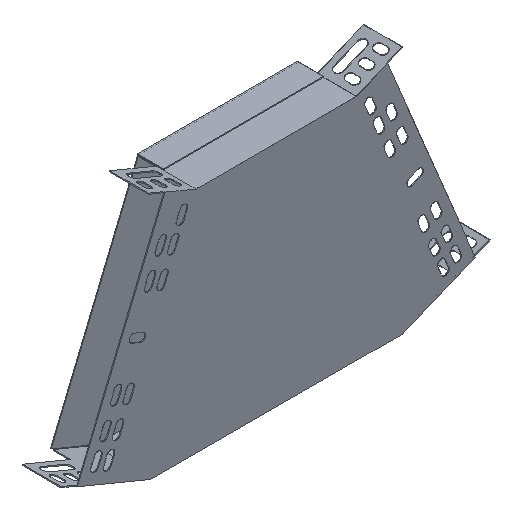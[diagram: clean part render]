
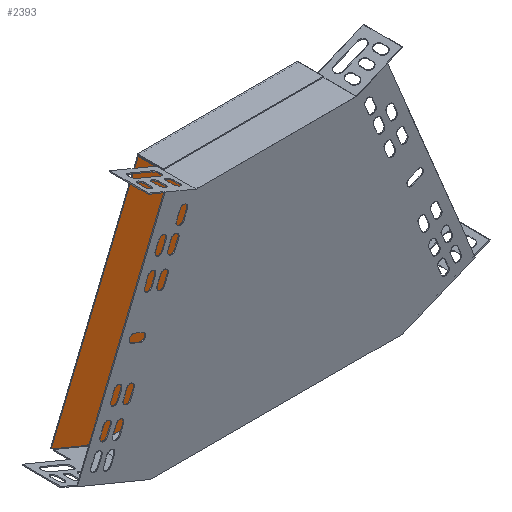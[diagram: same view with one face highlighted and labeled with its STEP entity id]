
A CAD part, isometric view. The second image highlights one B-rep face of the part: STEP entity #2393.
In plain terms, the highlighted planar face has unit normal (0, -1, 0).
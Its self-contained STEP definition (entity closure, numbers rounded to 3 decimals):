
#20 = ORIENTED_EDGE ( 'NONE', *, *, #5017, .T. ) ;
#49 = LINE ( 'NONE', #3145, #4351 ) ;
#143 = LINE ( 'NONE', #4913, #1906 ) ;
#297 = VERTEX_POINT ( 'NONE', #1177 ) ;
#419 = VECTOR ( 'NONE', #2530, 1000. ) ;
#549 = VERTEX_POINT ( 'NONE', #1242 ) ;
#693 = VECTOR ( 'NONE', #6298, 1000. ) ;
#791 = ORIENTED_EDGE ( 'NONE', *, *, #5615, .F. ) ;
#885 = LINE ( 'NONE', #5359, #2580 ) ;
#1158 = ORIENTED_EDGE ( 'NONE', *, *, #5907, .F. ) ;
#1177 = CARTESIAN_POINT ( 'NONE',  ( 97.208, 189.156, -14.659 ) ) ;
#1242 = CARTESIAN_POINT ( 'NONE',  ( 136.99, 189.156, -215.659 ) ) ;
#1342 = CARTESIAN_POINT ( 'NONE',  ( -83.996, 189.156, -214.659 ) ) ;
#1347 = CARTESIAN_POINT ( 'NONE',  ( -44.214, 189.156, -13.659 ) ) ;
#1370 = CARTESIAN_POINT ( 'NONE',  ( -83.996, 189.156, -215.659 ) ) ;
#1426 = ORIENTED_EDGE ( 'NONE', *, *, #5154, .T. ) ;
#1558 = DIRECTION ( 'NONE',  ( 0., 0., 1. ) ) ;
#1880 = EDGE_LOOP ( 'NONE', ( #5341, #791, #6584, #1426, #6114, #3750, #1158, #2623, #20, #2125 ) ) ;
#1906 = VECTOR ( 'NONE', #3851, 1000. ) ;
#2015 = DIRECTION ( 'NONE',  ( 0., -1., 0. ) ) ;
#2073 = CARTESIAN_POINT ( 'NONE',  ( -44.214, 189.156, -14.659 ) ) ;
#2125 = ORIENTED_EDGE ( 'NONE', *, *, #4982, .T. ) ;
#2393 = ADVANCED_FACE ( 'NONE', ( #3121 ), #3071, .T. ) ;
#2517 = CARTESIAN_POINT ( 'NONE',  ( 97.208, 189.156, -13.659 ) ) ;
#2530 = DIRECTION ( 'NONE',  ( -0.924, 0., 0.383 ) ) ;
#2580 = VECTOR ( 'NONE', #1558, 1000. ) ;
#2623 = ORIENTED_EDGE ( 'NONE', *, *, #5075, .F. ) ;
#2721 = CARTESIAN_POINT ( 'NONE',  ( -44.214, 189.156, -13.659 ) ) ;
#2759 = VECTOR ( 'NONE', #3286, 1000. ) ;
#2999 = LINE ( 'NONE', #6400, #3351 ) ;
#3071 = PLANE ( 'NONE',  #5493 ) ;
#3121 = FACE_OUTER_BOUND ( 'NONE', #1880, .T. ) ;
#3145 = CARTESIAN_POINT ( 'NONE',  ( 173.744, 189.156, -199.434 ) ) ;
#3170 = VECTOR ( 'NONE', #7075, 1000. ) ;
#3209 = CARTESIAN_POINT ( 'NONE',  ( -120.75, 189.156, -199.434 ) ) ;
#3286 = DIRECTION ( 'NONE',  ( 0., 0., 1. ) ) ;
#3311 = DIRECTION ( 'NONE',  ( 1., 0., 0. ) ) ;
#3351 = VECTOR ( 'NONE', #3706, 1000. ) ;
#3356 = LINE ( 'NONE', #2721, #4751 ) ;
#3426 = LINE ( 'NONE', #4659, #419 ) ;
#3458 = VERTEX_POINT ( 'NONE', #3850 ) ;
#3706 = DIRECTION ( 'NONE',  ( 0.383, 0., 0.924 ) ) ;
#3750 = ORIENTED_EDGE ( 'NONE', *, *, #5727, .F. ) ;
#3784 = VERTEX_POINT ( 'NONE', #1370 ) ;
#3806 = VERTEX_POINT ( 'NONE', #2517 ) ;
#3850 = CARTESIAN_POINT ( 'NONE',  ( 173.744, 189.156, -199.434 ) ) ;
#3851 = DIRECTION ( 'NONE',  ( 0., 0., -1. ) ) ;
#3924 = VERTEX_POINT ( 'NONE', #2073 ) ;
#4262 = VERTEX_POINT ( 'NONE', #3209 ) ;
#4351 = VECTOR ( 'NONE', #6934, 1000. ) ;
#4352 = CARTESIAN_POINT ( 'NONE',  ( -44.214, 189.156, -13.659 ) ) ;
#4361 = LINE ( 'NONE', #6003, #6902 ) ;
#4591 = VERTEX_POINT ( 'NONE', #1342 ) ;
#4648 = CARTESIAN_POINT ( 'NONE',  ( 97.208, 189.156, -14.659 ) ) ;
#4659 = CARTESIAN_POINT ( 'NONE',  ( -120.75, 189.156, -199.434 ) ) ;
#4677 = CARTESIAN_POINT ( 'NONE',  ( 173.744, 189.156, -199.434 ) ) ;
#4751 = VECTOR ( 'NONE', #6516, 1000. ) ;
#4913 = CARTESIAN_POINT ( 'NONE',  ( 97.208, 189.156, -13.659 ) ) ;
#4982 = EDGE_CURVE ( 'NONE', #549, #5151, #5629, .T. ) ;
#5017 = EDGE_CURVE ( 'NONE', #3784, #549, #4361, .T. ) ;
#5075 = EDGE_CURVE ( 'NONE', #3784, #4591, #885, .T. ) ;
#5100 = LINE ( 'NONE', #4648, #693 ) ;
#5124 = EDGE_CURVE ( 'NONE', #6535, #3924, #3356, .T. ) ;
#5151 = VERTEX_POINT ( 'NONE', #7055 ) ;
#5154 = EDGE_CURVE ( 'NONE', #3806, #6535, #6060, .T. ) ;
#5208 = EDGE_CURVE ( 'NONE', #3806, #297, #143, .T. ) ;
#5341 = ORIENTED_EDGE ( 'NONE', *, *, #5998, .F. ) ;
#5359 = CARTESIAN_POINT ( 'NONE',  ( -83.996, 189.156, -215.659 ) ) ;
#5493 = AXIS2_PLACEMENT_3D ( 'NONE', #4677, #2015, #5784 ) ;
#5615 = EDGE_CURVE ( 'NONE', #297, #3458, #5100, .T. ) ;
#5629 = LINE ( 'NONE', #7068, #2759 ) ;
#5727 = EDGE_CURVE ( 'NONE', #4262, #3924, #2999, .T. ) ;
#5784 = DIRECTION ( 'NONE',  ( 0., 0., -1. ) ) ;
#5907 = EDGE_CURVE ( 'NONE', #4591, #4262, #3426, .T. ) ;
#5998 = EDGE_CURVE ( 'NONE', #3458, #5151, #49, .T. ) ;
#6003 = CARTESIAN_POINT ( 'NONE',  ( 136.99, 189.156, -215.659 ) ) ;
#6060 = LINE ( 'NONE', #4352, #3170 ) ;
#6114 = ORIENTED_EDGE ( 'NONE', *, *, #5124, .T. ) ;
#6298 = DIRECTION ( 'NONE',  ( 0.383, 0., -0.924 ) ) ;
#6400 = CARTESIAN_POINT ( 'NONE',  ( -44.214, 189.156, -14.659 ) ) ;
#6516 = DIRECTION ( 'NONE',  ( 0., 0., -1. ) ) ;
#6535 = VERTEX_POINT ( 'NONE', #1347 ) ;
#6584 = ORIENTED_EDGE ( 'NONE', *, *, #5208, .F. ) ;
#6902 = VECTOR ( 'NONE', #3311, 1000. ) ;
#6934 = DIRECTION ( 'NONE',  ( -0.924, 0., -0.383 ) ) ;
#7055 = CARTESIAN_POINT ( 'NONE',  ( 136.99, 189.156, -214.659 ) ) ;
#7068 = CARTESIAN_POINT ( 'NONE',  ( 136.99, 189.156, -215.659 ) ) ;
#7075 = DIRECTION ( 'NONE',  ( -1., 0., 0. ) ) ;
